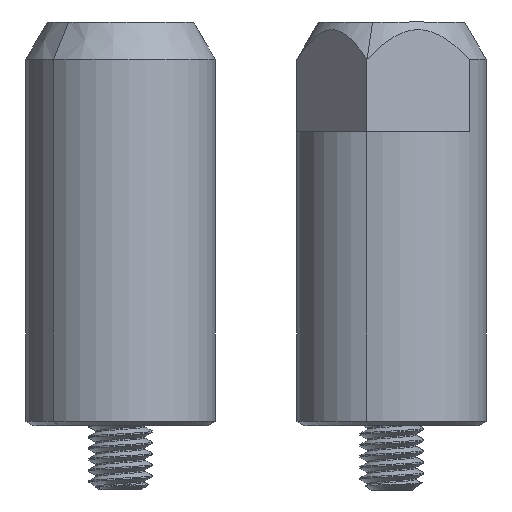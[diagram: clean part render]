
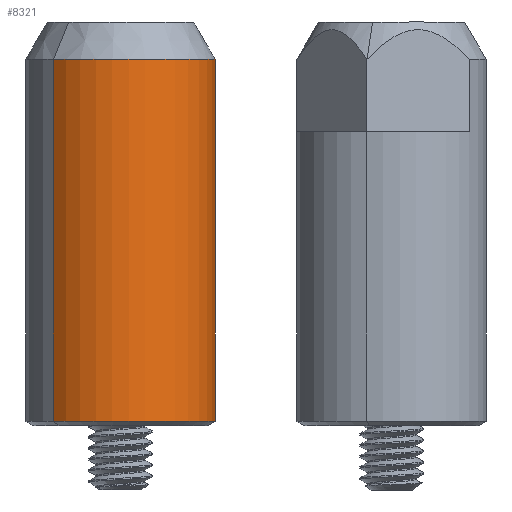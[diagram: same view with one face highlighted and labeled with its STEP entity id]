
A CAD part, front view. The second image highlights one B-rep face of the part: STEP entity #8321.
In plain terms, the highlighted cylindrical face has radius 5.994 mm (diameter 11.989 mm), a partial arc.
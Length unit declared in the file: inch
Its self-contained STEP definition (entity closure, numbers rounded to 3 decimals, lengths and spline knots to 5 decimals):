
#433 = CARTESIAN_POINT ( 'NONE',  ( 0., 0.01155, -0.236 ) ) ;
#658 = VERTEX_POINT ( 'NONE', #433 ) ;
#844 = VERTEX_POINT ( 'NONE', #4663 ) ;
#1022 = CARTESIAN_POINT ( 'NONE',  ( 0., 1.002, 0. ) ) ;
#1122 = FACE_OUTER_BOUND ( 'NONE', #6708, .T. ) ;
#1484 = EDGE_CURVE ( 'NONE', #844, #658, #5492, .T. ) ;
#1812 = DIRECTION ( 'NONE',  ( 0., -1., 0. ) ) ;
#1838 = AXIS2_PLACEMENT_3D ( 'NONE', #6760, #2027, #7551 ) ;
#2027 = DIRECTION ( 'NONE',  ( 0., -1., 0. ) ) ;
#2032 = CARTESIAN_POINT ( 'NONE',  ( 0., 1.002, 0.236 ) ) ;
#2088 = EDGE_CURVE ( 'NONE', #2251, #844, #8848, .T. ) ;
#2251 = VERTEX_POINT ( 'NONE', #6929 ) ;
#2326 = EDGE_CURVE ( 'NONE', #8797, #2251, #5037, .T. ) ;
#2579 = AXIS2_PLACEMENT_3D ( 'NONE', #1022, #1812, #9685 ) ;
#2663 = EDGE_CURVE ( 'NONE', #8797, #658, #5167, .T. ) ;
#2693 = ORIENTED_EDGE ( 'NONE', *, *, #2663, .F. ) ;
#2987 = CYLINDRICAL_SURFACE ( 'NONE', #2579, 0.236 ) ;
#3056 = VECTOR ( 'NONE', #3280, 39.37008 ) ;
#3280 = DIRECTION ( 'NONE',  ( 0., -1., 0. ) ) ;
#3533 = CARTESIAN_POINT ( 'NONE',  ( 0., 0.01155, 0. ) ) ;
#4316 = DIRECTION ( 'NONE',  ( 0., 0., 1. ) ) ;
#4663 = CARTESIAN_POINT ( 'NONE',  ( 0., 0.01155, 0.236 ) ) ;
#5037 = CIRCLE ( 'NONE', #1838, 0.236 ) ;
#5167 = LINE ( 'NONE', #8000, #3056 ) ;
#5492 = CIRCLE ( 'NONE', #6339, 0.236 ) ;
#5840 = CARTESIAN_POINT ( 'NONE',  ( 0., 0.909, -0.236 ) ) ;
#6339 = AXIS2_PLACEMENT_3D ( 'NONE', #3533, #9051, #4316 ) ;
#6708 = EDGE_LOOP ( 'NONE', ( #8451, #8958, #10150, #2693 ) ) ;
#6760 = CARTESIAN_POINT ( 'NONE',  ( 0., 0.909, 0. ) ) ;
#6929 = CARTESIAN_POINT ( 'NONE',  ( 0., 0.909, 0.236 ) ) ;
#7551 = DIRECTION ( 'NONE',  ( 0., 0., 1. ) ) ;
#8000 = CARTESIAN_POINT ( 'NONE',  ( 0., 1.002, -0.236 ) ) ;
#8100 = VECTOR ( 'NONE', #8341, 39.37008 ) ;
#8321 = ADVANCED_FACE ( 'NONE', ( #1122 ), #2987, .T. ) ;
#8341 = DIRECTION ( 'NONE',  ( 0., -1., 0. ) ) ;
#8451 = ORIENTED_EDGE ( 'NONE', *, *, #2326, .T. ) ;
#8797 = VERTEX_POINT ( 'NONE', #5840 ) ;
#8848 = LINE ( 'NONE', #2032, #8100 ) ;
#8958 = ORIENTED_EDGE ( 'NONE', *, *, #2088, .T. ) ;
#9051 = DIRECTION ( 'NONE',  ( 0., 1., 0. ) ) ;
#9685 = DIRECTION ( 'NONE',  ( 0., 0., -1. ) ) ;
#10150 = ORIENTED_EDGE ( 'NONE', *, *, #1484, .T. ) ;
